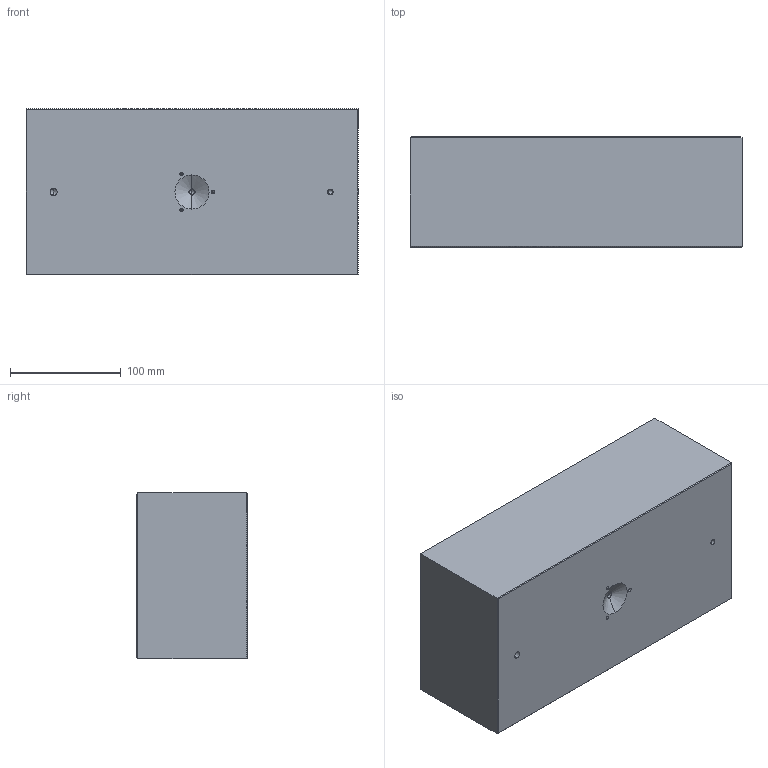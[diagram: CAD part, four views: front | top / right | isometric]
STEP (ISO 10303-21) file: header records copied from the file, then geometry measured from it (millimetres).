
FILE_DESCRIPTION (( 'STEP AP214' ), '1' );
FILE_NAME ('S1215001.STEP', '2019-08-23T19:25:54', ( '' ), ( '' ), 'SwSTEP 2.0', 'SolidWorks 2019', '' );
FILE_SCHEMA (( 'AUTOMOTIVE_DESIGN' ));
Length unit declared in the file: inch
Products named in the file (1): S1215001
Bounding box: 300 x 99.99 x 150 mm (x, y, z)
Volume: 4492496.6 mm3; surface area: 275734.8 mm2
Topology: 2 solids, 2 shells, 90 faces, 213 edges, 127 vertices
Faces by surface type: cylinder 45, plane 31, cone 14
Entity records: 3783 total; most frequent: CARTESIAN_POINT 516, DIRECTION 449, ORIENTED_EDGE 402, EDGE_CURVE 201, AXIS2_PLACEMENT_3D 172, VERTEX_POINT 127, VECTOR 105, LINE 105
